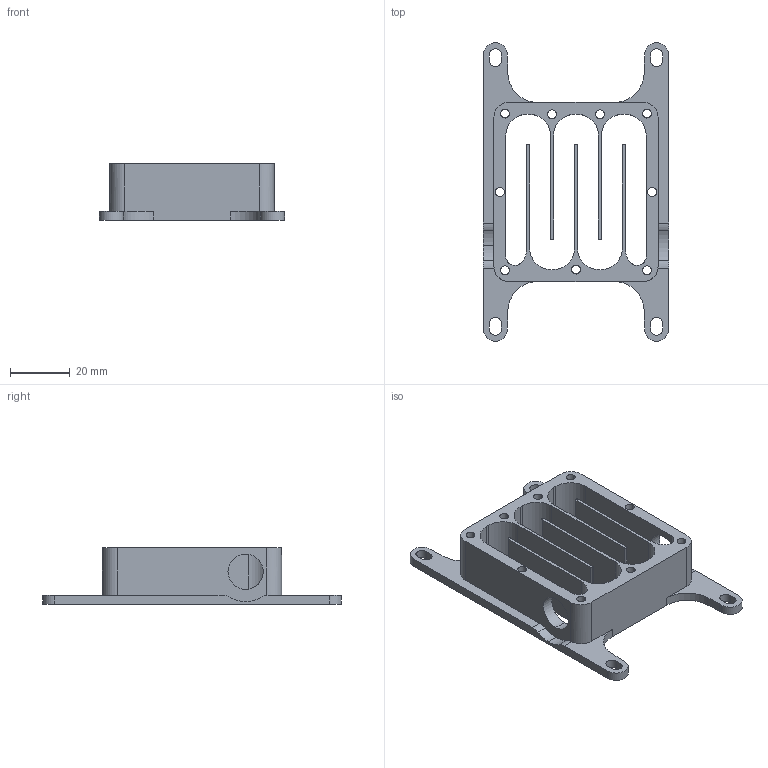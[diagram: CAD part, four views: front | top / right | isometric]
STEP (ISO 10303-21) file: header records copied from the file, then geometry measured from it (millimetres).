
FILE_DESCRIPTION (( 'STEP AP214' ), '1' );
FILE_NAME ('Corps + fixation.STEP', '2024-12-20T11:14:01', ( '' ), ( '' ), 'SwSTEP 2.0', 'SolidWorks 2024', '' );
FILE_SCHEMA (( 'AUTOMOTIVE_DESIGN' ));
Length unit declared in the file: millimetre
Products named in the file (1): Corps + fixation
Bounding box: 62 x 100 x 19 mm (x, y, z)
Volume: 23418.2 mm3; surface area: 21618.1 mm2
Topology: 1 solids, 1 shells, 122 faces, 362 edges, 240 vertices
Faces by surface type: cylinder 75, plane 45, bspline 2
Entity records: 4457 total; most frequent: CARTESIAN_POINT 963, DIRECTION 754, ORIENTED_EDGE 724, EDGE_CURVE 362, AXIS2_PLACEMENT_3D 275, VERTEX_POINT 240, VECTOR 204, LINE 204
